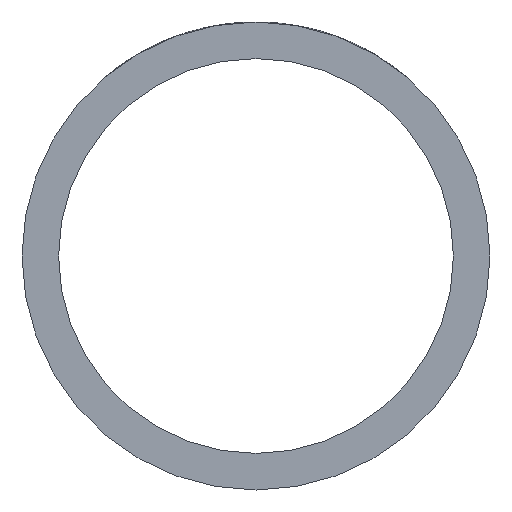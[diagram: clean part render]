
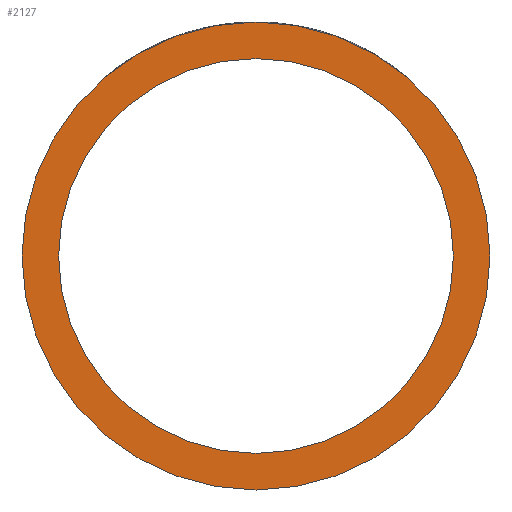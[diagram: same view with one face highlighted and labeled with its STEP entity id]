
A CAD part, front view. The second image highlights one B-rep face of the part: STEP entity #2127.
In plain terms, the highlighted planar face has unit normal (0, -1, 0).
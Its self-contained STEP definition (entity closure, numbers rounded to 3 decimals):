
#32 = EDGE_CURVE ( 'Defeature ausgef�hrt1_2+Defeature ausgef�hrt1_1+Defeature ausgef�hrt1_1+Defeature ausgef�hrt1_1', #662, #1559, #1982, .T. ) ;
#102 = CARTESIAN_POINT ( 'NONE',  ( 0., 0., 0. ) ) ;
#288 = CARTESIAN_POINT ( 'NONE',  ( 0., 0., 0. ) ) ;
#336 = DIRECTION ( 'NONE',  ( 0., 0., 1. ) ) ;
#391 = AXIS2_PLACEMENT_3D ( 'NONE', #2413, #843, #2398 ) ;
#409 = ORIENTED_EDGE ( 'NONE', *, *, #2360, .T. ) ;
#416 = AXIS2_PLACEMENT_3D ( 'NONE', #102, #1507, #336 ) ;
#463 = CIRCLE ( 'NONE', #416, 1.35 ) ;
#515 = FACE_BOUND ( 'NONE', #1318, .T. ) ;
#662 = VERTEX_POINT ( 'NONE', #1147 ) ;
#843 = DIRECTION ( 'NONE',  ( 0., 1., 0. ) ) ;
#891 = DIRECTION ( 'NONE',  ( 0., 0., 1. ) ) ;
#898 = DIRECTION ( 'NONE',  ( 0., 1., 0. ) ) ;
#1024 = DIRECTION ( 'NONE',  ( 0., 0., 1. ) ) ;
#1034 = ORIENTED_EDGE ( 'NONE', *, *, #1897, .T. ) ;
#1144 = CARTESIAN_POINT ( 'NONE',  ( 0., 0., -1.6 ) ) ;
#1147 = CARTESIAN_POINT ( 'NONE',  ( 0., 0., 1.6 ) ) ;
#1283 = AXIS2_PLACEMENT_3D ( 'NONE', #1625, #2197, #1024 ) ;
#1318 = EDGE_LOOP ( 'NONE', ( #409, #1034 ) ) ;
#1466 = ORIENTED_EDGE ( 'NONE', *, *, #2289, .F. ) ;
#1507 = DIRECTION ( 'NONE',  ( 0., 1., 0. ) ) ;
#1512 = DIRECTION ( 'NONE',  ( 0., 1., 0. ) ) ;
#1559 = VERTEX_POINT ( 'NONE', #1144 ) ;
#1625 = CARTESIAN_POINT ( 'NONE',  ( 0., 0., 0. ) ) ;
#1679 = ORIENTED_EDGE ( 'NONE', *, *, #32, .F. ) ;
#1694 = DIRECTION ( 'NONE',  ( 0., 0., 1. ) ) ;
#1781 = CARTESIAN_POINT ( 'NONE',  ( 0., 0., -1.35 ) ) ;
#1880 = CIRCLE ( 'NONE', #2066, 1.6 ) ;
#1897 = EDGE_CURVE ( 'Defeature ausgef�hrt1_1+Defeature ausgef�hrt1_3+Defeature ausgef�hrt1_3+Defeature ausgef�hrt1_3', #2043, #2540, #2345, .T. ) ;
#1982 = CIRCLE ( 'NONE', #391, 1.6 ) ;
#1990 = PLANE ( 'NONE',  #1283 ) ;
#2043 = VERTEX_POINT ( 'NONE', #2311 ) ;
#2066 = AXIS2_PLACEMENT_3D ( 'NONE', #2092, #1512, #1694 ) ;
#2092 = CARTESIAN_POINT ( 'NONE',  ( 0., 0., 0. ) ) ;
#2120 = FACE_OUTER_BOUND ( 'NONE', #2429, .T. ) ;
#2127 = ADVANCED_FACE ( 'Defeature ausgef�hrt1_1', ( #515, #2120 ), #1990, .F. ) ;
#2197 = DIRECTION ( 'NONE',  ( 0., 1., 0. ) ) ;
#2289 = EDGE_CURVE ( 'Defeature ausgef�hrt1_2+Defeature ausgef�hrt1_1+Defeature ausgef�hrt1_1+Defeature ausgef�hrt1_1', #1559, #662, #1880, .T. ) ;
#2311 = CARTESIAN_POINT ( 'NONE',  ( 0., 0., 1.35 ) ) ;
#2345 = CIRCLE ( 'NONE', #2368, 1.35 ) ;
#2360 = EDGE_CURVE ( 'Defeature ausgef�hrt1_1+Defeature ausgef�hrt1_3+Defeature ausgef�hrt1_3+Defeature ausgef�hrt1_3', #2540, #2043, #463, .T. ) ;
#2368 = AXIS2_PLACEMENT_3D ( 'NONE', #288, #898, #891 ) ;
#2398 = DIRECTION ( 'NONE',  ( 0., 0., 1. ) ) ;
#2413 = CARTESIAN_POINT ( 'NONE',  ( 0., 0., 0. ) ) ;
#2429 = EDGE_LOOP ( 'NONE', ( #1466, #1679 ) ) ;
#2540 = VERTEX_POINT ( 'NONE', #1781 ) ;
